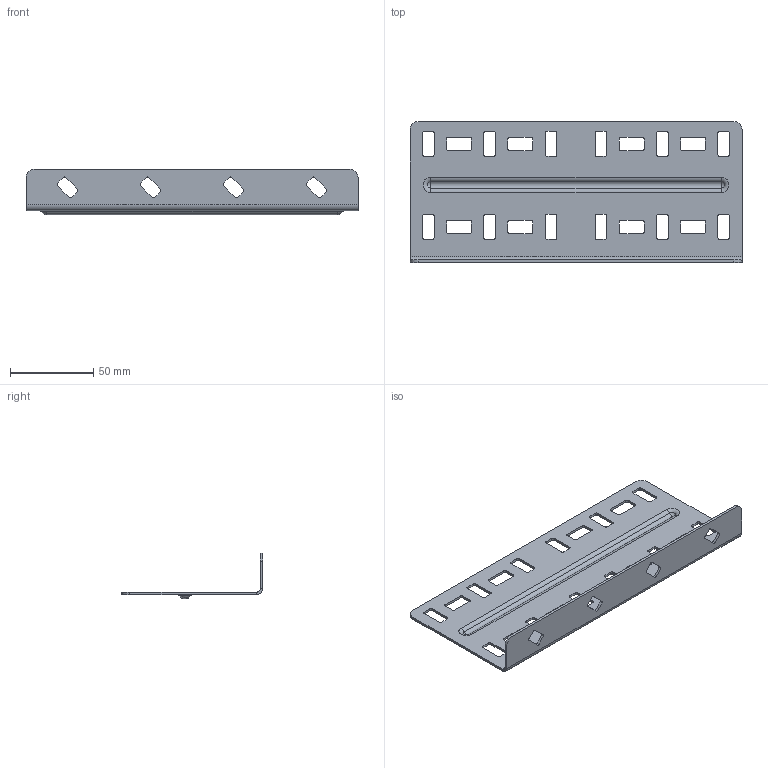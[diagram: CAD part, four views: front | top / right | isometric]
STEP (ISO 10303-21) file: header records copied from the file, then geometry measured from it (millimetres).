
FILE_DESCRIPTION (( 'STEP AP203' ), '1' );
FILE_NAME ('CLM51D-PSU-100-15 Ïëàñòèíà ñîåäèíèòåëüíàÿ óñèëåííàÿ 100-1,5ìì IEK.STEP', '2023-05-31T11:10:00', ( '' ), ( '' ), 'SwSTEP 2.0', 'SolidWorks 2022', '' );
FILE_SCHEMA (( 'CONFIG_CONTROL_DESIGN' ));
Length unit declared in the file: millimetre
Products named in the file (1): CLM51D-PSU-100-15 Пластина соединительная усиленная 100-1,5мм IEK
Bounding box: 200 x 85 x 27.5 mm (x, y, z)
Volume: 28830.9 mm3; surface area: 40860.4 mm2
Topology: 1 solids, 1 shells, 228 faces, 656 edges, 432 vertices
Faces by surface type: cylinder 112, plane 108, sphere 4, torus 4
Entity records: 7697 total; most frequent: DIRECTION 1346, CARTESIAN_POINT 1317, ORIENTED_EDGE 1312, EDGE_CURVE 656, AXIS2_PLACEMENT_3D 461, VERTEX_POINT 432, VECTOR 424, LINE 424
